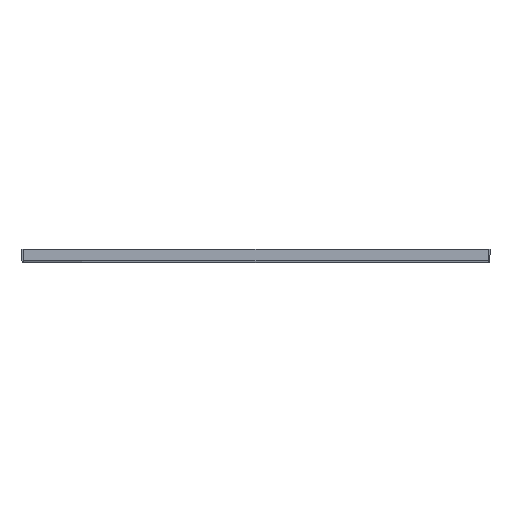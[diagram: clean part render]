
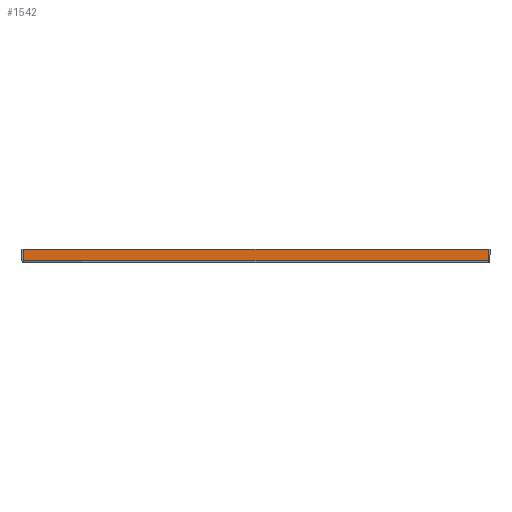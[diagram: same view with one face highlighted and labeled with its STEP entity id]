
A CAD part, front view. The second image highlights one B-rep face of the part: STEP entity #1542.
In plain terms, the highlighted planar face has unit normal (0, -1, 0).
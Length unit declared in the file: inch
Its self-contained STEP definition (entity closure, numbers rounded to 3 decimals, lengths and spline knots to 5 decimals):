
#39 = LINE ( 'NONE', #982, #1581 ) ;
#44 = AXIS2_PLACEMENT_3D ( 'NONE', #1955, #396, #1484 ) ;
#155 = EDGE_CURVE ( 'NONE', #1199, #1867, #333, .T. ) ;
#194 = EDGE_CURVE ( 'NONE', #1867, #1490, #287, .T. ) ;
#227 = PLANE ( 'NONE',  #44 ) ;
#287 = LINE ( 'NONE', #1424, #1899 ) ;
#333 = LINE ( 'NONE', #1748, #2005 ) ;
#396 = DIRECTION ( 'NONE',  ( 0., -1., 0. ) ) ;
#420 = EDGE_LOOP ( 'NONE', ( #1743, #1474, #643, #985 ) ) ;
#519 = EDGE_CURVE ( 'NONE', #1199, #797, #39, .T. ) ;
#556 = EDGE_CURVE ( 'NONE', #797, #1490, #786, .T. ) ;
#643 = ORIENTED_EDGE ( 'NONE', *, *, #155, .T. ) ;
#699 = FACE_OUTER_BOUND ( 'NONE', #420, .T. ) ;
#782 = CARTESIAN_POINT ( 'NONE',  ( 0.11167, 0., 0.1075 ) ) ;
#786 = LINE ( 'NONE', #1470, #1948 ) ;
#797 = VERTEX_POINT ( 'NONE', #1803 ) ;
#900 = CARTESIAN_POINT ( 'NONE',  ( 0.11167, 0., 0.828 ) ) ;
#982 = CARTESIAN_POINT ( 'NONE',  ( 29.0625, 0., 0.828 ) ) ;
#985 = ORIENTED_EDGE ( 'NONE', *, *, #194, .T. ) ;
#1151 = DIRECTION ( 'NONE',  ( 1., 0., 0. ) ) ;
#1199 = VERTEX_POINT ( 'NONE', #900 ) ;
#1257 = DIRECTION ( 'NONE',  ( 1., 0., 0. ) ) ;
#1321 = CARTESIAN_POINT ( 'NONE',  ( 28.95083, 0., 0.1075 ) ) ;
#1424 = CARTESIAN_POINT ( 'NONE',  ( 0., 0., 0.1075 ) ) ;
#1470 = CARTESIAN_POINT ( 'NONE',  ( 28.95083, 0., 0.1046 ) ) ;
#1474 = ORIENTED_EDGE ( 'NONE', *, *, #519, .F. ) ;
#1484 = DIRECTION ( 'NONE',  ( 0., 0., -1. ) ) ;
#1490 = VERTEX_POINT ( 'NONE', #1321 ) ;
#1542 = ADVANCED_FACE ( 'NONE', ( #699 ), #227, .T. ) ;
#1581 = VECTOR ( 'NONE', #1151, 39.37008 ) ;
#1629 = DIRECTION ( 'NONE',  ( 0., 0., -1. ) ) ;
#1694 = DIRECTION ( 'NONE',  ( 0., 0., -1. ) ) ;
#1743 = ORIENTED_EDGE ( 'NONE', *, *, #556, .F. ) ;
#1748 = CARTESIAN_POINT ( 'NONE',  ( 0.11167, 0., 0. ) ) ;
#1803 = CARTESIAN_POINT ( 'NONE',  ( 28.95083, 0., 0.828 ) ) ;
#1867 = VERTEX_POINT ( 'NONE', #782 ) ;
#1899 = VECTOR ( 'NONE', #1257, 39.37008 ) ;
#1948 = VECTOR ( 'NONE', #1629, 39.37008 ) ;
#1955 = CARTESIAN_POINT ( 'NONE',  ( 0., 0., 0. ) ) ;
#2005 = VECTOR ( 'NONE', #1694, 39.37008 ) ;
